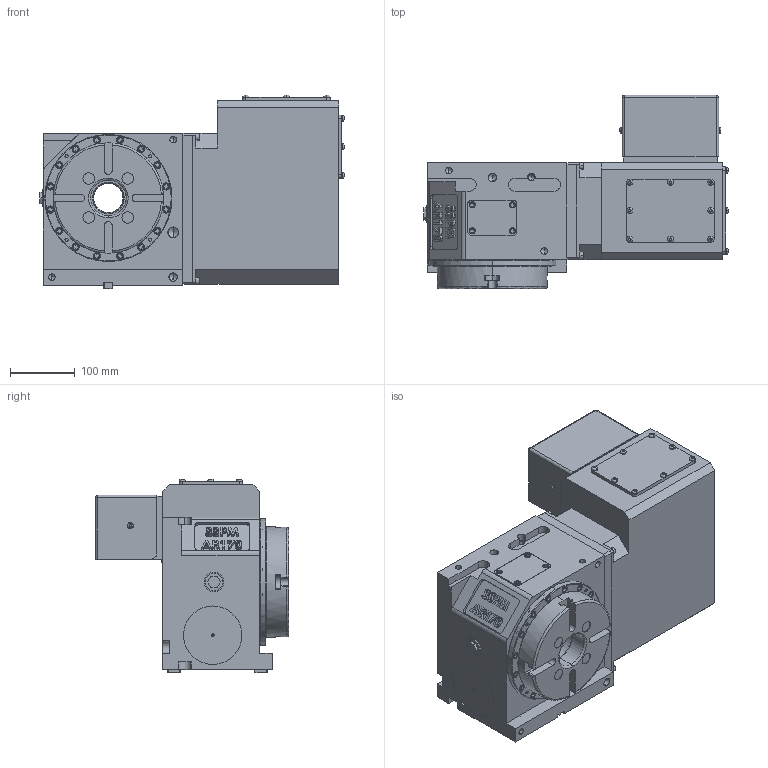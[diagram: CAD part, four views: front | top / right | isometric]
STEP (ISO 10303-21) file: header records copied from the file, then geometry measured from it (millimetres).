
FILE_DESCRIPTION (( 'STEP AP203' ), '1' );
FILE_NAME ('RD170(3D外型圖).STEP', '2025-06-26T02:56:20', ( '' ), ( '' ), 'SwSTEP 2.0', 'SolidWorks 2018', '' );
FILE_SCHEMA (( 'CONFIG_CONTROL_DESIGN' ));
Length unit declared in the file: millimetre
Products named in the file (1): RD170(3D外型圖)
Bounding box: 469 x 298 x 298.5 mm (x, y, z)
Volume: 19125674.1 mm3; surface area: 635801.3 mm2
Topology: 1 solids, 1 shells, 1555 faces, 3737 edges, 2342 vertices
Faces by surface type: plane 808, cylinder 435, cone 202, torus 60, bspline 48, sphere 2
Entity records: 47550 total; most frequent: CARTESIAN_POINT 11002, DIRECTION 7704, ORIENTED_EDGE 7342, EDGE_CURVE 3671, AXIS2_PLACEMENT_3D 2651, VECTOR 2402, LINE 2402, VERTEX_POINT 2342
